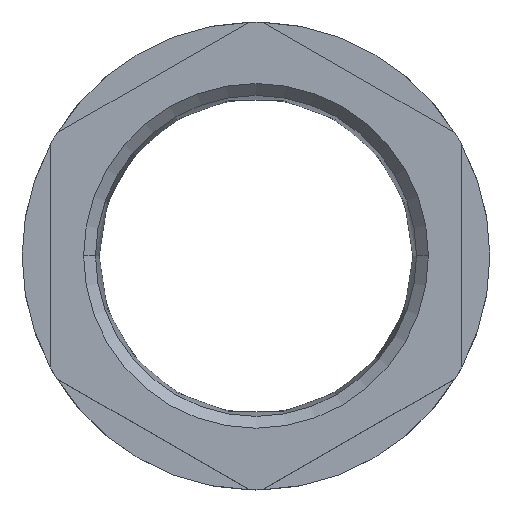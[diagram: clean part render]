
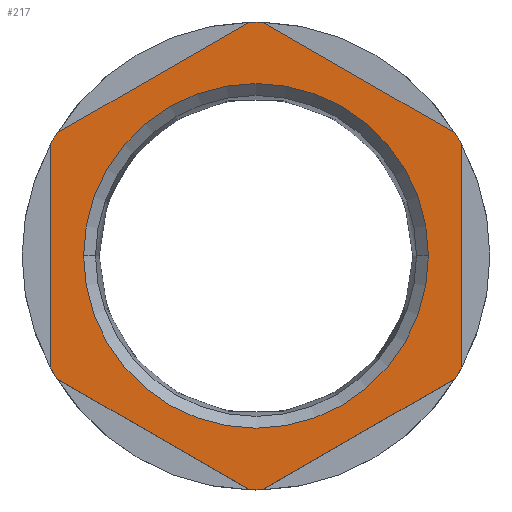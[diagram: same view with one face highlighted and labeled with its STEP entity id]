
A CAD part, top view. The second image highlights one B-rep face of the part: STEP entity #217.
In plain terms, the highlighted planar face has unit normal (0, 0, 1).
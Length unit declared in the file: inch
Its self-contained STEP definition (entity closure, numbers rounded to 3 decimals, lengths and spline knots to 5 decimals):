
#8 = VERTEX_POINT ( 'NONE', #591 ) ;
#9 = LINE ( 'NONE', #66, #14 ) ;
#13 = AXIS2_PLACEMENT_3D ( 'NONE', #540, #533, #531 ) ;
#14 = VECTOR ( 'NONE', #63, 39.37008 ) ;
#18 = VECTOR ( 'NONE', #118, 39.37008 ) ;
#43 = DIRECTION ( 'NONE',  ( -0.866, -0.5, 0. ) ) ;
#45 = CARTESIAN_POINT ( 'NONE',  ( -0.2165, 0.37499, 0.138 ) ) ;
#60 = CARTESIAN_POINT ( 'NONE',  ( -0.3626, 0., 0.138 ) ) ;
#63 = DIRECTION ( 'NONE',  ( -0.866, 0.5, 0. ) ) ;
#66 = CARTESIAN_POINT ( 'NONE',  ( 0.2165, 0.37499, 0.138 ) ) ;
#70 = ORIENTED_EDGE ( 'NONE', *, *, #477, .T. ) ;
#74 = VECTOR ( 'NONE', #43, 39.37008 ) ;
#77 = EDGE_CURVE ( 'NONE', #179, #651, #210, .T. ) ;
#78 = VERTEX_POINT ( 'NONE', #669 ) ;
#79 = CARTESIAN_POINT ( 'NONE',  ( 0.433, 0.23361, 0.138 ) ) ;
#83 = CARTESIAN_POINT ( 'NONE',  ( 0.433, -0.23361, 0.138 ) ) ;
#86 = LINE ( 'NONE', #149, #135 ) ;
#87 = VECTOR ( 'NONE', #305, 39.37008 ) ;
#89 = VERTEX_POINT ( 'NONE', #655 ) ;
#92 = AXIS2_PLACEMENT_3D ( 'NONE', #536, #535, #534 ) ;
#94 = LINE ( 'NONE', #117, #113 ) ;
#99 = EDGE_CURVE ( 'NONE', #528, #8, #211, .T. ) ;
#104 = DIRECTION ( 'NONE',  ( 0., 1., 0. ) ) ;
#105 = LINE ( 'NONE', #45, #74 ) ;
#113 = VECTOR ( 'NONE', #104, 39.37008 ) ;
#117 = CARTESIAN_POINT ( 'NONE',  ( 0.433, 0., 0.138 ) ) ;
#118 = DIRECTION ( 'NONE',  ( 0.866, 0.5, 0. ) ) ;
#122 = VERTEX_POINT ( 'NONE', #627 ) ;
#125 = CARTESIAN_POINT ( 'NONE',  ( 0.2165, -0.37499, 0.138 ) ) ;
#126 = DIRECTION ( 'NONE',  ( 0.866, -0.5, 0. ) ) ;
#135 = VECTOR ( 'NONE', #126, 39.37008 ) ;
#138 = LINE ( 'NONE', #125, #18 ) ;
#147 = AXIS2_PLACEMENT_3D ( 'NONE', #595, #594, #593 ) ;
#149 = CARTESIAN_POINT ( 'NONE',  ( -0.2165, -0.37499, 0.138 ) ) ;
#155 = EDGE_CURVE ( 'NONE', #89, #465, #234, .T. ) ;
#162 = EDGE_LOOP ( 'NONE', ( #677, #645, #510, #702, #329, #511, #449, #425, #353, #345, #347, #70 ) ) ;
#178 = ORIENTED_EDGE ( 'NONE', *, *, #267, .F. ) ;
#179 = VERTEX_POINT ( 'NONE', #565 ) ;
#182 = VERTEX_POINT ( 'NONE', #577 ) ;
#193 = AXIS2_PLACEMENT_3D ( 'NONE', #636, #635, #634 ) ;
#210 = CIRCLE ( 'NONE', #230, 0.492 ) ;
#211 = CIRCLE ( 'NONE', #193, 0.492 ) ;
#213 = EDGE_CURVE ( 'NONE', #122, #663, #261, .T. ) ;
#217 = ADVANCED_FACE ( 'NONE', ( #238, #266 ), #538, .T. ) ;
#222 = DIRECTION ( 'NONE',  ( 1., 0., 0. ) ) ;
#223 = DIRECTION ( 'NONE',  ( 0., 0., 1. ) ) ;
#229 = CARTESIAN_POINT ( 'NONE',  ( 0., 0., 0.138 ) ) ;
#230 = AXIS2_PLACEMENT_3D ( 'NONE', #679, #680, #548 ) ;
#234 = CIRCLE ( 'NONE', #147, 0.492 ) ;
#238 = FACE_BOUND ( 'NONE', #673, .T. ) ;
#261 = CIRCLE ( 'NONE', #92, 0.492 ) ;
#266 = FACE_OUTER_BOUND ( 'NONE', #162, .T. ) ;
#267 = EDGE_CURVE ( 'NONE', #467, #78, #271, .T. ) ;
#271 = CIRCLE ( 'NONE', #296, 0.3626 ) ;
#273 = EDGE_CURVE ( 'NONE', #670, #671, #284, .T. ) ;
#284 = CIRCLE ( 'NONE', #707, 0.492 ) ;
#293 = CIRCLE ( 'NONE', #312, 0.3626 ) ;
#296 = AXIS2_PLACEMENT_3D ( 'NONE', #494, #493, #492 ) ;
#297 = CARTESIAN_POINT ( 'NONE',  ( -0.433, 0., 0.138 ) ) ;
#305 = DIRECTION ( 'NONE',  ( 0., -1., 0. ) ) ;
#308 = CIRCLE ( 'NONE', #416, 0.492 ) ;
#312 = AXIS2_PLACEMENT_3D ( 'NONE', #229, #223, #222 ) ;
#314 = DIRECTION ( 'NONE',  ( 1., 0., 0. ) ) ;
#315 = DIRECTION ( 'NONE',  ( 0., 0., 1. ) ) ;
#316 = CARTESIAN_POINT ( 'NONE',  ( 0., 0., 0.138 ) ) ;
#317 = LINE ( 'NONE', #297, #87 ) ;
#329 = ORIENTED_EDGE ( 'NONE', *, *, #273, .T. ) ;
#345 = ORIENTED_EDGE ( 'NONE', *, *, #444, .T. ) ;
#347 = ORIENTED_EDGE ( 'NONE', *, *, #213, .T. ) ;
#350 = EDGE_CURVE ( 'NONE', #686, #182, #308, .T. ) ;
#353 = ORIENTED_EDGE ( 'NONE', *, *, #99, .T. ) ;
#386 = EDGE_CURVE ( 'NONE', #78, #467, #293, .T. ) ;
#398 = EDGE_CURVE ( 'NONE', #651, #686, #317, .T. ) ;
#411 = CARTESIAN_POINT ( 'NONE',  ( -0.433, -0.23361, 0.138 ) ) ;
#413 = EDGE_CURVE ( 'NONE', #182, #670, #86, .T. ) ;
#415 = CARTESIAN_POINT ( 'NONE',  ( 0.01419, -0.4918, 0.138 ) ) ;
#416 = AXIS2_PLACEMENT_3D ( 'NONE', #316, #315, #314 ) ;
#425 = ORIENTED_EDGE ( 'NONE', *, *, #438, .T. ) ;
#426 = CARTESIAN_POINT ( 'NONE',  ( -0.01419, 0.4918, 0.138 ) ) ;
#435 = EDGE_CURVE ( 'NONE', #671, #89, #138, .T. ) ;
#436 = CARTESIAN_POINT ( 'NONE',  ( -0.433, 0.23361, 0.138 ) ) ;
#438 = EDGE_CURVE ( 'NONE', #465, #528, #94, .T. ) ;
#439 = CARTESIAN_POINT ( 'NONE',  ( -0.01419, -0.4918, 0.138 ) ) ;
#444 = EDGE_CURVE ( 'NONE', #8, #122, #9, .T. ) ;
#449 = ORIENTED_EDGE ( 'NONE', *, *, #155, .T. ) ;
#465 = VERTEX_POINT ( 'NONE', #83 ) ;
#467 = VERTEX_POINT ( 'NONE', #60 ) ;
#477 = EDGE_CURVE ( 'NONE', #663, #179, #105, .T. ) ;
#487 = DIRECTION ( 'NONE',  ( 1., 0., 0. ) ) ;
#489 = DIRECTION ( 'NONE',  ( 0., 0., 1. ) ) ;
#490 = CARTESIAN_POINT ( 'NONE',  ( 0., 0., 0.138 ) ) ;
#492 = DIRECTION ( 'NONE',  ( 1., 0., 0. ) ) ;
#493 = DIRECTION ( 'NONE',  ( 0., 0., 1. ) ) ;
#494 = CARTESIAN_POINT ( 'NONE',  ( 0., 0., 0.138 ) ) ;
#510 = ORIENTED_EDGE ( 'NONE', *, *, #350, .T. ) ;
#511 = ORIENTED_EDGE ( 'NONE', *, *, #435, .T. ) ;
#528 = VERTEX_POINT ( 'NONE', #79 ) ;
#531 = DIRECTION ( 'NONE',  ( 1., 0., 0. ) ) ;
#533 = DIRECTION ( 'NONE',  ( 0., 0., 1. ) ) ;
#534 = DIRECTION ( 'NONE',  ( 1., 0., 0. ) ) ;
#535 = DIRECTION ( 'NONE',  ( 0., 0., 1. ) ) ;
#536 = CARTESIAN_POINT ( 'NONE',  ( 0., 0., 0.138 ) ) ;
#538 = PLANE ( 'NONE',  #13 ) ;
#540 = CARTESIAN_POINT ( 'NONE',  ( 0., 0., 0.138 ) ) ;
#548 = DIRECTION ( 'NONE',  ( 1., 0., 0. ) ) ;
#565 = CARTESIAN_POINT ( 'NONE',  ( -0.41881, 0.25818, 0.138 ) ) ;
#577 = CARTESIAN_POINT ( 'NONE',  ( -0.41881, -0.25818, 0.138 ) ) ;
#591 = CARTESIAN_POINT ( 'NONE',  ( 0.41881, 0.25818, 0.138 ) ) ;
#593 = DIRECTION ( 'NONE',  ( 1., 0., 0. ) ) ;
#594 = DIRECTION ( 'NONE',  ( 0., 0., 1. ) ) ;
#595 = CARTESIAN_POINT ( 'NONE',  ( 0., 0., 0.138 ) ) ;
#627 = CARTESIAN_POINT ( 'NONE',  ( 0.01419, 0.4918, 0.138 ) ) ;
#634 = DIRECTION ( 'NONE',  ( 1., 0., 0. ) ) ;
#635 = DIRECTION ( 'NONE',  ( 0., 0., 1. ) ) ;
#636 = CARTESIAN_POINT ( 'NONE',  ( 0., 0., 0.138 ) ) ;
#638 = ORIENTED_EDGE ( 'NONE', *, *, #386, .F. ) ;
#645 = ORIENTED_EDGE ( 'NONE', *, *, #398, .T. ) ;
#651 = VERTEX_POINT ( 'NONE', #436 ) ;
#655 = CARTESIAN_POINT ( 'NONE',  ( 0.41881, -0.25818, 0.138 ) ) ;
#663 = VERTEX_POINT ( 'NONE', #426 ) ;
#669 = CARTESIAN_POINT ( 'NONE',  ( 0.3626, 0., 0.138 ) ) ;
#670 = VERTEX_POINT ( 'NONE', #439 ) ;
#671 = VERTEX_POINT ( 'NONE', #415 ) ;
#673 = EDGE_LOOP ( 'NONE', ( #638, #178 ) ) ;
#677 = ORIENTED_EDGE ( 'NONE', *, *, #77, .T. ) ;
#679 = CARTESIAN_POINT ( 'NONE',  ( 0., 0., 0.138 ) ) ;
#680 = DIRECTION ( 'NONE',  ( 0., 0., 1. ) ) ;
#686 = VERTEX_POINT ( 'NONE', #411 ) ;
#702 = ORIENTED_EDGE ( 'NONE', *, *, #413, .T. ) ;
#707 = AXIS2_PLACEMENT_3D ( 'NONE', #490, #489, #487 ) ;
